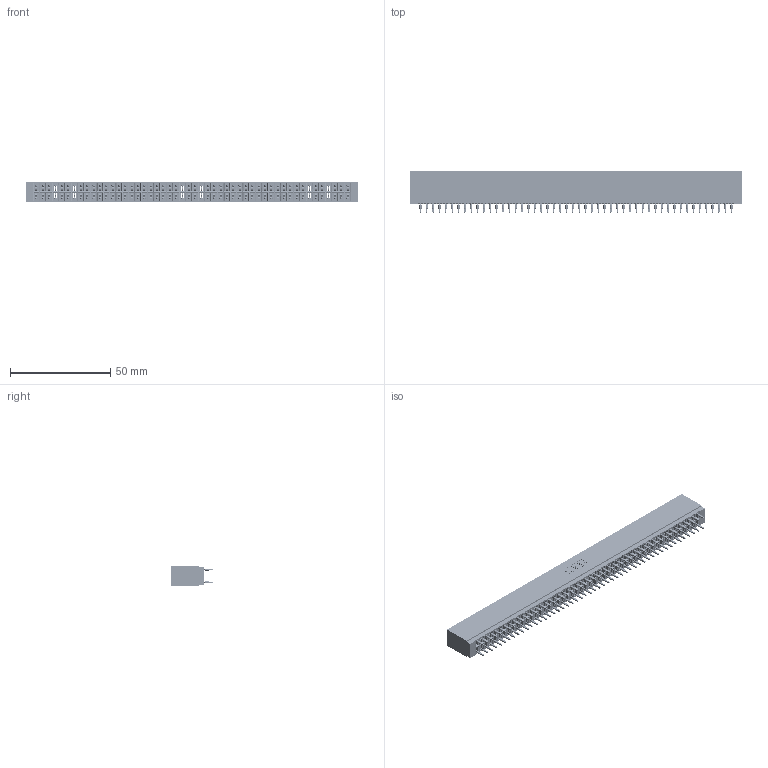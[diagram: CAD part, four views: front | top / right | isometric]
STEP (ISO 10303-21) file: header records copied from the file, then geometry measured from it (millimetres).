
FILE_DESCRIPTION (( 'STEP AP203' ), '1' );
FILE_NAME ('746-100-560-201.STEP', '2026-03-04T22:34:37', ( '' ), ( '' ), 'SwSTEP 2.0', 'SolidWorks 2023', '' );
FILE_SCHEMA (( 'CONFIG_CONTROL_DESIGN' ));
Length unit declared in the file: millimetre
Products named in the file (3): 746 Part_.515 Slot Depth - 01; 746-292-001_560; 746-100-560-201
Assembly tree (101 placements, depth 2):
  746-100-560-201
    746 Part_.515 Slot Depth - 01
    746-292-001_560  x100
Bounding box: 165.99 x 20.82 x 9.91 mm (x, y, z)
Volume: 18087.2 mm3; surface area: 30834.6 mm2
Topology: 101 solids, 101 shells, 9547 faces, 26563 edges, 17025 vertices
Faces by surface type: plane 4755, cylinder 2192, bspline 2000, torus 600
Entity records: 76216 total; most frequent: CARTESIAN_POINT 15079, ORIENTED_EDGE 13130, DIRECTION 10955, EDGE_CURVE 6565, LINE 5873, VECTOR 5873, VERTEX_POINT 4353, AXIS2_PLACEMENT_3D 2541
